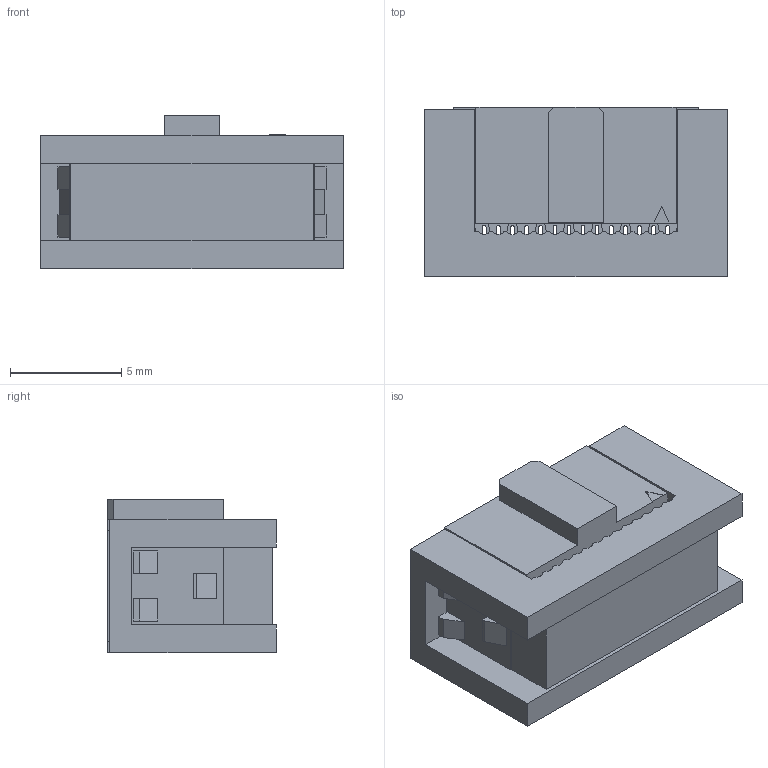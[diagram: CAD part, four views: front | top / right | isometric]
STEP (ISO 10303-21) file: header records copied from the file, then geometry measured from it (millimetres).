
FILE_DESCRIPTION( ('This file contains a STEP AP42 implementation' ,'as created by ZW3D STEP Interface translator.') ,'2;1' );
FILE_NAME( '5242-XXYPXXBW01.stp' ,'24 1 2.105241', (''), ('ZWCAD Software Co.'), 'Version 1.0', 'ZW3D to STEP translator', '' );
FILE_SCHEMA(('AUTOMOTIVE_DESIGN { 1 0 10303 214 1 1 1 1 }'));
Length unit declared in the file: millimetre
Products named in the file (2): 0; 5242-14YPXXBW01
Bounding box: 13.62 x 7.6 x 6.9 mm (x, y, z)
Surface area: 1295.6 mm2 (no closed solid volume)
Topology: 0 solids, 1 shells, 1238 faces, 3802 edges, 2497 vertices
Faces by surface type: plane 973, cylinder 195, bspline 70
Entity records: 44606 total; most frequent: CARTESIAN_POINT 9439, ORIENTED_EDGE 7688, DIRECTION 6357, EDGE_CURVE 3797, VECTOR 3239, LINE 3239, VERTEX_POINT 2497, AXIS2_PLACEMENT_3D 1559
